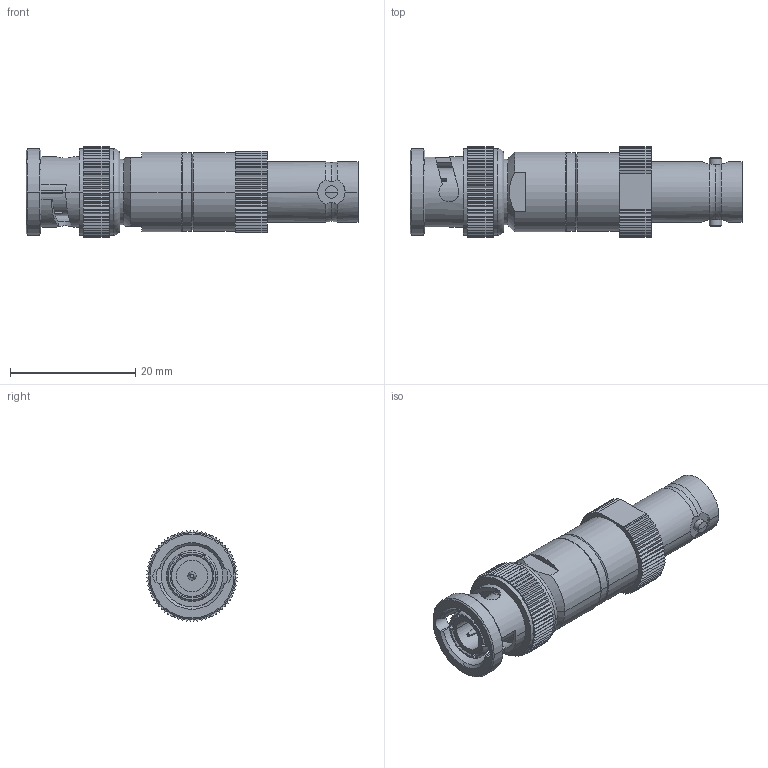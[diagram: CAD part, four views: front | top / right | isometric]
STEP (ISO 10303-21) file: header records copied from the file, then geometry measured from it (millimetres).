
FILE_DESCRIPTION (( 'STEP AP203' ), '1' );
FILE_NAME ('LCAT7438_3D.STEP', '2022-04-05T21:19:52', ( '' ), ( '' ), 'SwSTEP 2.0', 'SolidWorks 2021', '' );
FILE_SCHEMA (( 'CONFIG_CONTROL_DESIGN' ));
Length unit declared in the file: inch
Products named in the file (4): LCAT7438_3D; DCS-BM-50^LCAT7438; DCS-BF-50^LCAT7438; FAT-B-11^LCAT7438
Assembly tree (3 placements, depth 2):
  LCAT7438_3D
    DCS-BM-50^LCAT7438
    FAT-B-11^LCAT7438
    DCS-BF-50^LCAT7438
Bounding box: 53 x 14.49 x 14.49 mm (x, y, z)
Volume: 6470.7 mm3; surface area: 4625.2 mm2
Topology: 3 solids, 3 shells, 451 faces, 1235 edges, 804 vertices
Faces by surface type: plane 322, cylinder 65, cone 46, torus 14, sphere 4
Entity records: 15492 total; most frequent: CARTESIAN_POINT 3585, ORIENTED_EDGE 2470, DIRECTION 2289, EDGE_CURVE 1235, VECTOR 951, LINE 951, VERTEX_POINT 804, AXIS2_PLACEMENT_3D 669
